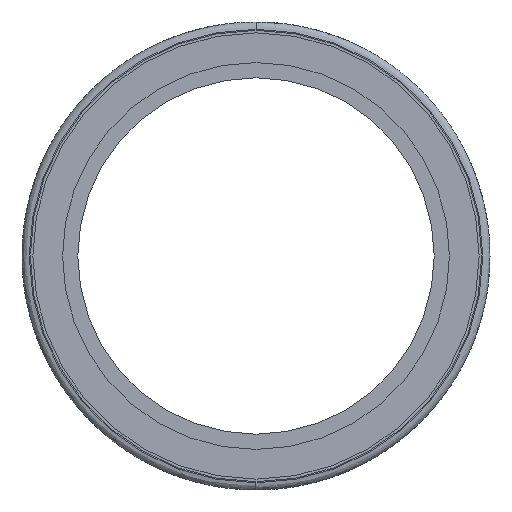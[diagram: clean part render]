
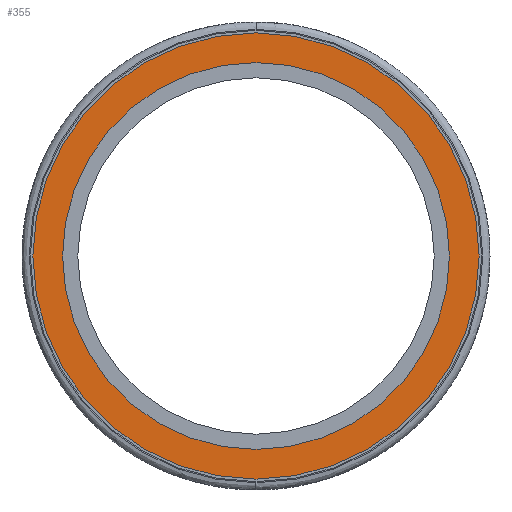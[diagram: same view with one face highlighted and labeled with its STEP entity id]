
A CAD part, left-side view. The second image highlights one B-rep face of the part: STEP entity #355.
In plain terms, the highlighted planar face has unit normal (-1, 0, 0).
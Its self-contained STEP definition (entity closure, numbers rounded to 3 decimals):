
#355=ADVANCED_FACE('',(#2514,#2515),#2513,.T.);
#2513=PLANE('',#6672);
#2514=FACE_OUTER_BOUND('',#6673,.T.);
#2515=FACE_BOUND('',#6674,.T.);
#6669=CARTESIAN_POINT('',(-47.5,-86.21,-58.));
#6670=DIRECTION('',(-1.,0.,0.));
#6671=DIRECTION('',(0.,0.,1.));
#6672=AXIS2_PLACEMENT_3D('',#6669,#6670,#6671);
#6673=EDGE_LOOP('',(#7685,#7686));
#6674=EDGE_LOOP('',(#7687,#7688));
#7685=ORIENTED_EDGE('',*,*,#8213,.T.);
#7686=ORIENTED_EDGE('',*,*,#8214,.T.);
#7687=ORIENTED_EDGE('',*,*,#8215,.F.);
#7688=ORIENTED_EDGE('',*,*,#8216,.F.);
#8213=EDGE_CURVE('',#11041,#11042,#11043,.T.);
#8214=EDGE_CURVE('',#11042,#11041,#11049,.T.);
#8215=EDGE_CURVE('',#11055,#11056,#11057,.T.);
#8216=EDGE_CURVE('',#11056,#11055,#11063,.T.);
#11041=VERTEX_POINT('',#13577);
#11042=VERTEX_POINT('',#13578);
#11043=CIRCLE('',#13582,44.);
#11049=CIRCLE('',#13586,44.);
#11055=VERTEX_POINT('',#13587);
#11056=VERTEX_POINT('',#13588);
#11057=CIRCLE('',#13592,38.15);
#11063=CIRCLE('',#13596,38.15);
#13577=CARTESIAN_POINT('',(-47.5,0.,84.));
#13578=CARTESIAN_POINT('',(-47.5,0.,-4.));
#13579=CARTESIAN_POINT('',(-47.5,0.,40.));
#13580=DIRECTION('',(-1.,0.,0.));
#13581=DIRECTION('',(0.,0.,1.));
#13582=AXIS2_PLACEMENT_3D('',#13579,#13580,#13581);
#13583=CARTESIAN_POINT('',(-47.5,0.,40.));
#13584=DIRECTION('',(-1.,0.,0.));
#13585=DIRECTION('',(0.,0.,1.));
#13586=AXIS2_PLACEMENT_3D('',#13583,#13584,#13585);
#13587=CARTESIAN_POINT('',(-47.5,0.,1.85));
#13588=CARTESIAN_POINT('',(-47.5,0.,78.15));
#13589=CARTESIAN_POINT('',(-47.5,0.,40.));
#13590=DIRECTION('',(-1.,0.,0.));
#13591=DIRECTION('',(0.,0.,1.));
#13592=AXIS2_PLACEMENT_3D('',#13589,#13590,#13591);
#13593=CARTESIAN_POINT('',(-47.5,0.,40.));
#13594=DIRECTION('',(-1.,0.,0.));
#13595=DIRECTION('',(0.,0.,1.));
#13596=AXIS2_PLACEMENT_3D('',#13593,#13594,#13595);
